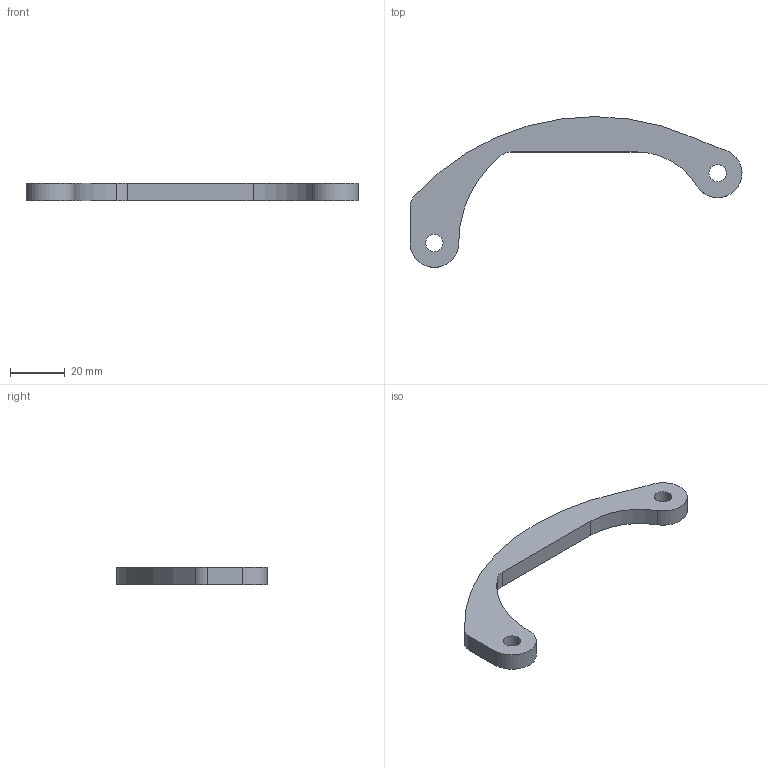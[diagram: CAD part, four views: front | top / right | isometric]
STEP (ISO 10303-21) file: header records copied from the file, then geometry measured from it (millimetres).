
FILE_DESCRIPTION(('HOOPS Exchange Step'),'2;1');
FILE_NAME('8305e9df61824fe650dd8f2d95bd319b20200328-3351-1ha271h.SLDPRT.step','2020-03-28T05:26:19+00:00',('converter2'),('Unknown organisation'),'HOOPS Exchange 2019.2','HOOPS Exchange','Unknown authorisation');
FILE_SCHEMA( ('AUTOMOTIVE_DESIGN { 1 0 10303 214 1 1 1 1 }') );
Length unit declared in the file: inch
Products named in the file (2): Default; 8305e9df61824fe650dd8f2d95bd319b20200328-3351-1ha271h
Assembly tree (1 placements, depth 2):
  8305e9df61824fe650dd8f2d95bd319b20200328-3351-1ha271h
    Default
Bounding box: 121.09 x 54.98 x 6.35 mm (x, y, z)
Volume: 11307.2 mm3; surface area: 5820.8 mm2
Topology: 1 solids, 1 shells, 14 faces, 40 edges, 28 vertices
Faces by surface type: cylinder 10, plane 4
Full cylindrical faces by diameter (mm): 6.35 x2
Entity records: 539 total; most frequent: DIRECTION 98, CARTESIAN_POINT 85, ORIENTED_EDGE 80, AXIS2_PLACEMENT_3D 41, EDGE_CURVE 40, VERTEX_POINT 28, CIRCLE 24, EDGE_LOOP 18
